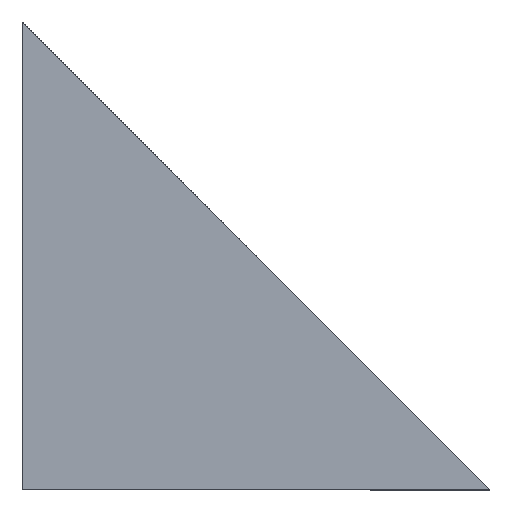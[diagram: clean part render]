
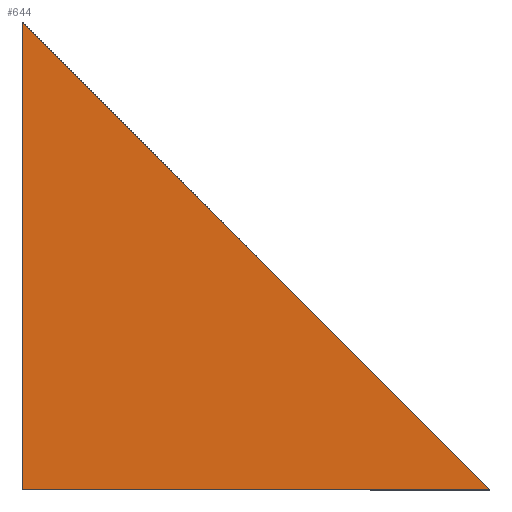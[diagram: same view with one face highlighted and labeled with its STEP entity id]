
A CAD part, left-side view. The second image highlights one B-rep face of the part: STEP entity #644.
In plain terms, the highlighted planar face has unit normal (-1, 0, 0).
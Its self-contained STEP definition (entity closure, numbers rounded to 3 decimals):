
#513=CARTESIAN_POINT('',(-226.142,-211.942,54.089));
#514=VERTEX_POINT('',#513);
#515=CARTESIAN_POINT('',(-226.142,-131.942,54.089));
#516=VERTEX_POINT('',#515);
#517=CARTESIAN_POINT('',(-226.142,-211.942,54.089));
#518=DIRECTION('',(0.0,1.0,0.0));
#519=VECTOR('',#518,80.0);
#520=LINE('',#517,#519);
#521=EDGE_CURVE('',#514,#516,#520,.T.);
#561=CARTESIAN_POINT('',(-226.142,-131.942,134.089));
#562=VERTEX_POINT('',#561);
#563=CARTESIAN_POINT('',(-226.142,-131.942,54.089));
#564=DIRECTION('',(0.0,0.0,1.0));
#565=VECTOR('',#564,80.0);
#566=LINE('',#563,#565);
#567=EDGE_CURVE('',#516,#562,#566,.T.);
#600=CARTESIAN_POINT('',(-226.142,-131.942,134.089));
#601=DIRECTION('',(0.,-0.707,-0.707));
#602=VECTOR('',#601,113.137);
#603=LINE('',#600,#602);
#604=EDGE_CURVE('',#562,#514,#603,.T.);
#634=CARTESIAN_POINT('',(-226.142,-211.942,54.089));
#635=DIRECTION('',(1.0,0.0,0.0));
#636=DIRECTION('',(0.0,0.0,1.0));
#637=AXIS2_PLACEMENT_3D('',#634,#635,#636);
#638=PLANE('',#637);
#639=ORIENTED_EDGE('',*,*,#521,.F.);
#640=ORIENTED_EDGE('',*,*,#604,.F.);
#641=ORIENTED_EDGE('',*,*,#567,.F.);
#642=EDGE_LOOP('',(#639,#640,#641));
#643=FACE_OUTER_BOUND('',#642,.T.);
#644=ADVANCED_FACE('',(#643),#638,.F.);
